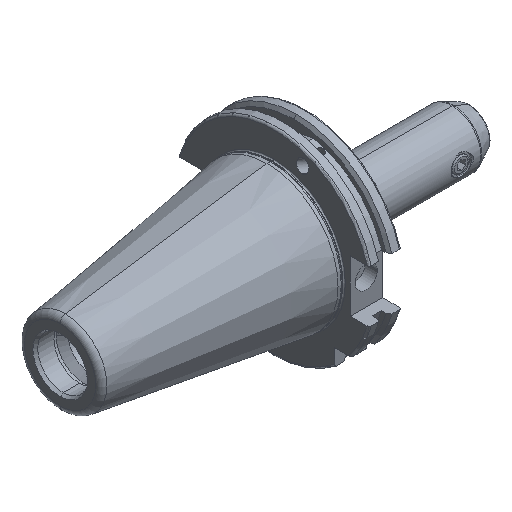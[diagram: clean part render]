
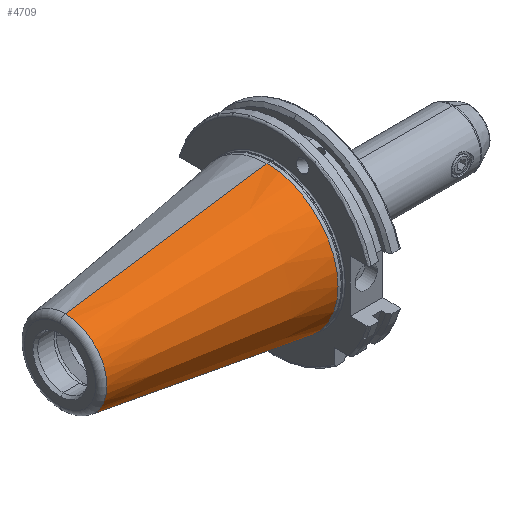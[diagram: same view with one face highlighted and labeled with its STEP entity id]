
A CAD part, isometric view. The second image highlights one B-rep face of the part: STEP entity #4709.
In plain terms, the highlighted conical face has half-angle 8.297 degrees and reference radius 34.925 mm.
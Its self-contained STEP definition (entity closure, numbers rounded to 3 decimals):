
#1302 = CARTESIAN_POINT ( 'NONE',  ( -99.183, 0., 20.461 ) ) ;
#1335 = DIRECTION ( 'NONE',  ( 0.99, 0., -0.144 ) ) ;
#1336 = VECTOR ( 'NONE', #1335, 1000. ) ;
#1337 = CARTESIAN_POINT ( 'NONE',  ( 0., 0., -34.925 ) ) ;
#1338 = LINE ( 'NONE', #1337, #1336 ) ;
#3881 = DIRECTION ( 'NONE',  ( 0.99, 0., 0.144 ) ) ;
#3882 = VECTOR ( 'NONE', #3881, 1000. ) ;
#3883 = CARTESIAN_POINT ( 'NONE',  ( 0., 0., 34.925 ) ) ;
#3884 = LINE ( 'NONE', #3883, #3882 ) ;
#4183 = CARTESIAN_POINT ( 'NONE',  ( 0., 0., 34.925 ) ) ;
#4551 = EDGE_CURVE ( 'NONE', #4817, #4639, #3884, .T. ) ;
#4639 = VERTEX_POINT ( 'NONE', #4183 ) ;
#4652 = ORIENTED_EDGE ( 'NONE', *, *, #4713, .T. ) ;
#4688 = ORIENTED_EDGE ( 'NONE', *, *, #4551, .F. ) ;
#4705 = EDGE_LOOP ( 'NONE', ( #4706, #4797, #4652, #4688 ) ) ;
#4706 = ORIENTED_EDGE ( 'NONE', *, *, #4707, .F. ) ;
#4707 = EDGE_CURVE ( 'NONE', #4708, #4817, #5383, .T. ) ;
#4708 = VERTEX_POINT ( 'NONE', #5379 ) ;
#4709 = ADVANCED_FACE ( 'NONE', ( #5378 ), #5377, .T. ) ;
#4712 = VERTEX_POINT ( 'NONE', #5448 ) ;
#4713 = EDGE_CURVE ( 'NONE', #4712, #4639, #5427, .T. ) ;
#4797 = ORIENTED_EDGE ( 'NONE', *, *, #4823, .T. ) ;
#4817 = VERTEX_POINT ( 'NONE', #1302 ) ;
#4823 = EDGE_CURVE ( 'NONE', #4708, #4712, #1338, .T. ) ;
#5351 = CARTESIAN_POINT ( 'NONE',  ( -99.183, 0., 0. ) ) ;
#5376 = DIRECTION ( 'NONE',  ( 1., 0., 0. ) ) ;
#5377 = CONICAL_SURFACE ( 'NONE', #5407, 34.925, 0.145 ) ;
#5378 = FACE_OUTER_BOUND ( 'NONE', #4705, .T. ) ;
#5379 = CARTESIAN_POINT ( 'NONE',  ( -99.183, 0., -20.461 ) ) ;
#5380 = DIRECTION ( 'NONE',  ( 0., 0., -1. ) ) ;
#5381 = DIRECTION ( 'NONE',  ( -1., 0., 0. ) ) ;
#5382 = AXIS2_PLACEMENT_3D ( 'NONE', #5351, #5381, #5380 ) ;
#5383 = CIRCLE ( 'NONE', #5382, 20.461 ) ;
#5407 = AXIS2_PLACEMENT_3D ( 'NONE', #5408, #5376, #5411 ) ;
#5408 = CARTESIAN_POINT ( 'NONE',  ( 0., 0., 0. ) ) ;
#5411 = DIRECTION ( 'NONE',  ( 0., 0., 1. ) ) ;
#5423 = DIRECTION ( 'NONE',  ( 0., 0., -1. ) ) ;
#5424 = DIRECTION ( 'NONE',  ( -1., 0., 0. ) ) ;
#5425 = CARTESIAN_POINT ( 'NONE',  ( 0., 0., 0. ) ) ;
#5426 = AXIS2_PLACEMENT_3D ( 'NONE', #5425, #5424, #5423 ) ;
#5427 = CIRCLE ( 'NONE', #5426, 34.925 ) ;
#5448 = CARTESIAN_POINT ( 'NONE',  ( 0., 0., -34.925 ) ) ;
